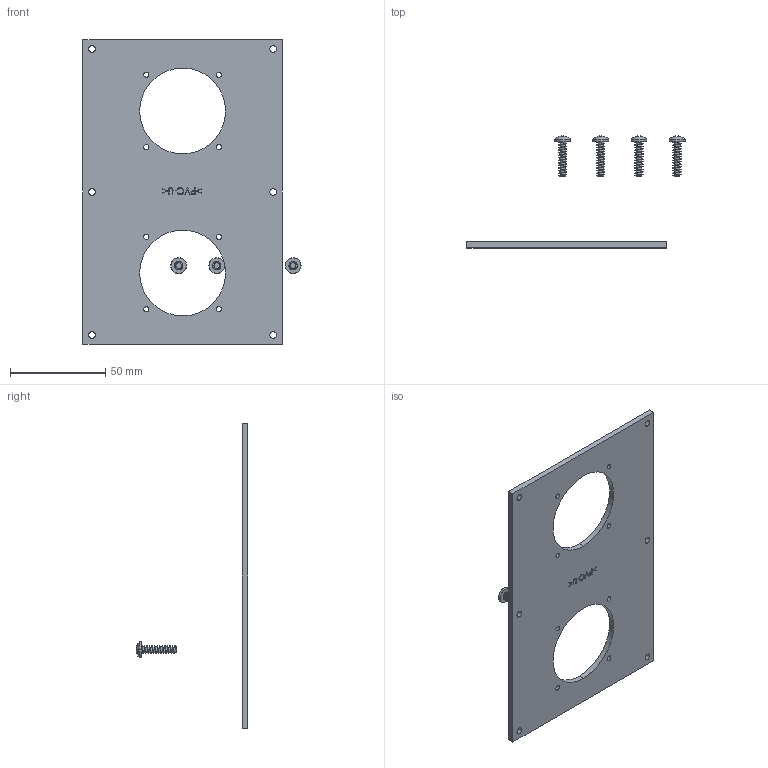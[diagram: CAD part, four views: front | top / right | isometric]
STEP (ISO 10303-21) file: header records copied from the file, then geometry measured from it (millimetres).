
FILE_DESCRIPTION (( 'STEP AP203' ), '1' );
FILE_NAME ('6109879.STEP', '2016-04-28T06:54:34', ( '' ), ( '' ), 'SwSTEP 2.0', 'SolidWorks 2014', '' );
FILE_SCHEMA (( 'CONFIG_CONTROL_DESIGN' ));
Length unit declared in the file: millimetre
Products named in the file (3): 002087T1; P_53013AA_1; 6109879
Assembly tree (5 placements, depth 2):
  6109879
    002087T1
    P_53013AA_1  x4
Bounding box: 114.34 x 58.67 x 159.5 mm (x, y, z)
Volume: 41189.3 mm3; surface area: 31663.7 mm2
Topology: 5 solids, 5 shells, 361 faces, 985 edges, 646 vertices
Faces by surface type: cylinder 172, plane 119, bspline 38, torus 32
Entity records: 8280 total; most frequent: CARTESIAN_POINT 3787, ORIENTED_EDGE 938, DIRECTION 729, EDGE_CURVE 469, VERTEX_POINT 310, LINE 251, VECTOR 251, AXIS2_PLACEMENT_3D 239
